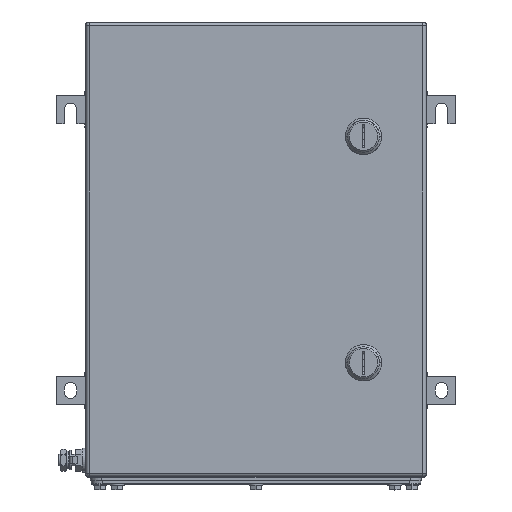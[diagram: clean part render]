
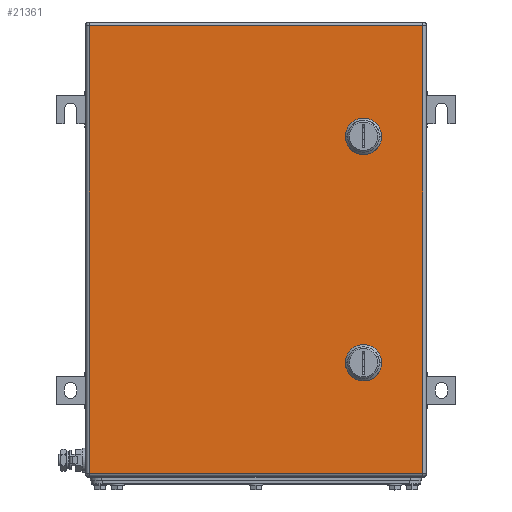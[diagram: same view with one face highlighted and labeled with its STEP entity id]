
A CAD part, top view. The second image highlights one B-rep face of the part: STEP entity #21361.
In plain terms, the highlighted planar face has unit normal (0, 0, 1).
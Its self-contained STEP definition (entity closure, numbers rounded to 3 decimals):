
#21175=AXIS2_PLACEMENT_3D('Circle Axis2P3D',#21173,#21174,$) ;
#21202=AXIS2_PLACEMENT_3D('Plane Axis2P3D',#21199,#21200,#21201) ;
#21247=AXIS2_PLACEMENT_3D('Circle Axis2P3D',#21245,#21246,$) ;
#21261=AXIS2_PLACEMENT_3D('Circle Axis2P3D',#21259,#21260,$) ;
#21275=AXIS2_PLACEMENT_3D('Circle Axis2P3D',#21273,#21274,$) ;
#21297=AXIS2_PLACEMENT_3D('Circle Axis2P3D',#21295,#21296,$) ;
#21313=AXIS2_PLACEMENT_3D('Circle Axis2P3D',#21311,#21312,$) ;
#21327=AXIS2_PLACEMENT_3D('Circle Axis2P3D',#21325,#21326,$) ;
#21341=AXIS2_PLACEMENT_3D('Circle Axis2P3D',#21339,#21340,$) ;
#21170=CARTESIAN_POINT('Vertex',(275.056,300.45,203.5)) ;
#21173=CARTESIAN_POINT('Axis2P3D Location',(270.,310.5,203.5)) ;
#21177=CARTESIAN_POINT('Vertex',(280.05,305.444,203.5)) ;
#21199=CARTESIAN_POINT('Axis2P3D Location',(175.5,211.,203.5)) ;
#21204=CARTESIAN_POINT('Line Origine',(175.5,407.5,203.5)) ;
#21208=CARTESIAN_POINT('Vertex',(322.,407.5,203.5)) ;
#21210=CARTESIAN_POINT('Vertex',(29.,407.5,203.5)) ;
#21213=CARTESIAN_POINT('Line Origine',(29.,211.,203.5)) ;
#21217=CARTESIAN_POINT('Vertex',(29.,14.5,203.5)) ;
#21220=CARTESIAN_POINT('Line Origine',(175.5,14.5,203.5)) ;
#21224=CARTESIAN_POINT('Vertex',(322.,14.5,203.5)) ;
#21227=CARTESIAN_POINT('Line Origine',(322.,211.,203.5)) ;
#21238=CARTESIAN_POINT('Line Origine',(270.,300.45,203.5)) ;
#21242=CARTESIAN_POINT('Vertex',(264.944,300.45,203.5)) ;
#21245=CARTESIAN_POINT('Axis2P3D Location',(270.,310.5,203.5)) ;
#21249=CARTESIAN_POINT('Vertex',(259.95,305.444,203.5)) ;
#21252=CARTESIAN_POINT('Line Origine',(259.95,310.5,203.5)) ;
#21256=CARTESIAN_POINT('Vertex',(259.95,315.556,203.5)) ;
#21259=CARTESIAN_POINT('Axis2P3D Location',(270.,310.5,203.5)) ;
#21263=CARTESIAN_POINT('Vertex',(264.944,320.55,203.5)) ;
#21266=CARTESIAN_POINT('Line Origine',(270.,320.55,203.5)) ;
#21270=CARTESIAN_POINT('Vertex',(275.056,320.55,203.5)) ;
#21273=CARTESIAN_POINT('Axis2P3D Location',(270.,310.5,203.5)) ;
#21277=CARTESIAN_POINT('Vertex',(280.05,315.556,203.5)) ;
#21280=CARTESIAN_POINT('Line Origine',(280.05,310.5,203.5)) ;
#21295=CARTESIAN_POINT('Axis2P3D Location',(270.,111.5,203.5)) ;
#21299=CARTESIAN_POINT('Vertex',(275.056,101.45,203.5)) ;
#21301=CARTESIAN_POINT('Vertex',(280.05,106.444,203.5)) ;
#21304=CARTESIAN_POINT('Line Origine',(270.,101.45,203.5)) ;
#21308=CARTESIAN_POINT('Vertex',(264.944,101.45,203.5)) ;
#21311=CARTESIAN_POINT('Axis2P3D Location',(270.,111.5,203.5)) ;
#21315=CARTESIAN_POINT('Vertex',(259.95,106.444,203.5)) ;
#21318=CARTESIAN_POINT('Line Origine',(259.95,111.5,203.5)) ;
#21322=CARTESIAN_POINT('Vertex',(259.95,116.556,203.5)) ;
#21325=CARTESIAN_POINT('Axis2P3D Location',(270.,111.5,203.5)) ;
#21329=CARTESIAN_POINT('Vertex',(264.944,121.55,203.5)) ;
#21332=CARTESIAN_POINT('Line Origine',(270.,121.55,203.5)) ;
#21336=CARTESIAN_POINT('Vertex',(275.056,121.55,203.5)) ;
#21339=CARTESIAN_POINT('Axis2P3D Location',(270.,111.5,203.5)) ;
#21343=CARTESIAN_POINT('Vertex',(280.05,116.556,203.5)) ;
#21346=CARTESIAN_POINT('Line Origine',(280.05,111.5,203.5)) ;
#21174=DIRECTION('Axis2P3D Direction',(0.,0.,1.)) ;
#21200=DIRECTION('Axis2P3D Direction',(0.,0.,1.)) ;
#21201=DIRECTION('Axis2P3D XDirection',(1.,0.,0.)) ;
#21205=DIRECTION('Vector Direction',(1.,0.,0.)) ;
#21214=DIRECTION('Vector Direction',(0.,-1.,0.)) ;
#21221=DIRECTION('Vector Direction',(1.,0.,0.)) ;
#21228=DIRECTION('Vector Direction',(0.,1.,0.)) ;
#21239=DIRECTION('Vector Direction',(1.,0.,0.)) ;
#21246=DIRECTION('Axis2P3D Direction',(0.,0.,1.)) ;
#21253=DIRECTION('Vector Direction',(0.,1.,0.)) ;
#21260=DIRECTION('Axis2P3D Direction',(0.,0.,1.)) ;
#21267=DIRECTION('Vector Direction',(1.,0.,0.)) ;
#21274=DIRECTION('Axis2P3D Direction',(0.,0.,1.)) ;
#21281=DIRECTION('Vector Direction',(0.,-1.,0.)) ;
#21296=DIRECTION('Axis2P3D Direction',(0.,0.,1.)) ;
#21305=DIRECTION('Vector Direction',(1.,0.,0.)) ;
#21312=DIRECTION('Axis2P3D Direction',(0.,0.,1.)) ;
#21319=DIRECTION('Vector Direction',(0.,1.,0.)) ;
#21326=DIRECTION('Axis2P3D Direction',(0.,0.,1.)) ;
#21333=DIRECTION('Vector Direction',(1.,0.,0.)) ;
#21340=DIRECTION('Axis2P3D Direction',(0.,0.,1.)) ;
#21347=DIRECTION('Vector Direction',(0.,-1.,0.)) ;
#21206=VECTOR('Line Direction',#21205,1.) ;
#21215=VECTOR('Line Direction',#21214,1.) ;
#21222=VECTOR('Line Direction',#21221,1.) ;
#21229=VECTOR('Line Direction',#21228,1.) ;
#21240=VECTOR('Line Direction',#21239,1.) ;
#21254=VECTOR('Line Direction',#21253,1.) ;
#21268=VECTOR('Line Direction',#21267,1.) ;
#21282=VECTOR('Line Direction',#21281,1.) ;
#21306=VECTOR('Line Direction',#21305,1.) ;
#21320=VECTOR('Line Direction',#21319,1.) ;
#21334=VECTOR('Line Direction',#21333,1.) ;
#21348=VECTOR('Line Direction',#21347,1.) ;
#21233=ORIENTED_EDGE('',*,*,#21212,.T.) ;
#21234=ORIENTED_EDGE('',*,*,#21219,.T.) ;
#21235=ORIENTED_EDGE('',*,*,#21226,.T.) ;
#21236=ORIENTED_EDGE('',*,*,#21231,.T.) ;
#21286=ORIENTED_EDGE('',*,*,#21244,.F.) ;
#21287=ORIENTED_EDGE('',*,*,#21251,.F.) ;
#21288=ORIENTED_EDGE('',*,*,#21258,.T.) ;
#21289=ORIENTED_EDGE('',*,*,#21265,.F.) ;
#21290=ORIENTED_EDGE('',*,*,#21272,.T.) ;
#21291=ORIENTED_EDGE('',*,*,#21279,.F.) ;
#21292=ORIENTED_EDGE('',*,*,#21284,.T.) ;
#21293=ORIENTED_EDGE('',*,*,#21179,.F.) ;
#21352=ORIENTED_EDGE('',*,*,#21303,.F.) ;
#21353=ORIENTED_EDGE('',*,*,#21310,.F.) ;
#21354=ORIENTED_EDGE('',*,*,#21317,.F.) ;
#21355=ORIENTED_EDGE('',*,*,#21324,.T.) ;
#21356=ORIENTED_EDGE('',*,*,#21331,.F.) ;
#21357=ORIENTED_EDGE('',*,*,#21338,.T.) ;
#21358=ORIENTED_EDGE('',*,*,#21345,.F.) ;
#21359=ORIENTED_EDGE('',*,*,#21350,.T.) ;
#21294=FACE_BOUND('',#21285,.T.) ;
#21360=FACE_BOUND('',#21351,.T.) ;
#21361=ADVANCED_FACE('ZUB_KTB_QL_403020_1GP_AllCATPart_AllCATPart.1\\ZUB_KTB_QL_403020_1GP_AllCATPart.2\\ZUB_DE_KTB_QL.1\\DE_KTB_MH_PART_MASTER.1\\Koerper.2',(#21237,#21294,#21360),#21203,.T.) ;
#21176=CIRCLE('generated circle',#21175,11.25) ;
#21248=CIRCLE('generated circle',#21247,11.25) ;
#21262=CIRCLE('generated circle',#21261,11.25) ;
#21276=CIRCLE('generated circle',#21275,11.25) ;
#21298=CIRCLE('generated circle',#21297,11.25) ;
#21314=CIRCLE('generated circle',#21313,11.25) ;
#21328=CIRCLE('generated circle',#21327,11.25) ;
#21342=CIRCLE('generated circle',#21341,11.25) ;
#21179=EDGE_CURVE('',#21171,#21178,#21176,.T.) ;
#21212=EDGE_CURVE('',#21209,#21211,#21207,.F.) ;
#21219=EDGE_CURVE('',#21211,#21218,#21216,.T.) ;
#21226=EDGE_CURVE('',#21218,#21225,#21223,.T.) ;
#21231=EDGE_CURVE('',#21225,#21209,#21230,.T.) ;
#21244=EDGE_CURVE('',#21243,#21171,#21241,.T.) ;
#21251=EDGE_CURVE('',#21250,#21243,#21248,.T.) ;
#21258=EDGE_CURVE('',#21250,#21257,#21255,.T.) ;
#21265=EDGE_CURVE('',#21264,#21257,#21262,.T.) ;
#21272=EDGE_CURVE('',#21264,#21271,#21269,.T.) ;
#21279=EDGE_CURVE('',#21278,#21271,#21276,.T.) ;
#21284=EDGE_CURVE('',#21278,#21178,#21283,.T.) ;
#21303=EDGE_CURVE('',#21300,#21302,#21298,.T.) ;
#21310=EDGE_CURVE('',#21309,#21300,#21307,.T.) ;
#21317=EDGE_CURVE('',#21316,#21309,#21314,.T.) ;
#21324=EDGE_CURVE('',#21316,#21323,#21321,.T.) ;
#21331=EDGE_CURVE('',#21330,#21323,#21328,.T.) ;
#21338=EDGE_CURVE('',#21330,#21337,#21335,.T.) ;
#21345=EDGE_CURVE('',#21344,#21337,#21342,.T.) ;
#21350=EDGE_CURVE('',#21344,#21302,#21349,.T.) ;
#21232=EDGE_LOOP('',(#21233,#21234,#21235,#21236)) ;
#21285=EDGE_LOOP('',(#21286,#21287,#21288,#21289,#21290,#21291,#21292,#21293)) ;
#21351=EDGE_LOOP('',(#21352,#21353,#21354,#21355,#21356,#21357,#21358,#21359)) ;
#21237=FACE_OUTER_BOUND('',#21232,.T.) ;
#21207=LINE('Line',#21204,#21206) ;
#21216=LINE('Line',#21213,#21215) ;
#21223=LINE('Line',#21220,#21222) ;
#21230=LINE('Line',#21227,#21229) ;
#21241=LINE('Line',#21238,#21240) ;
#21255=LINE('Line',#21252,#21254) ;
#21269=LINE('Line',#21266,#21268) ;
#21283=LINE('Line',#21280,#21282) ;
#21307=LINE('Line',#21304,#21306) ;
#21321=LINE('Line',#21318,#21320) ;
#21335=LINE('Line',#21332,#21334) ;
#21349=LINE('Line',#21346,#21348) ;
#21203=PLANE('',#21202) ;
#21171=VERTEX_POINT('',#21170) ;
#21178=VERTEX_POINT('',#21177) ;
#21209=VERTEX_POINT('',#21208) ;
#21211=VERTEX_POINT('',#21210) ;
#21218=VERTEX_POINT('',#21217) ;
#21225=VERTEX_POINT('',#21224) ;
#21243=VERTEX_POINT('',#21242) ;
#21250=VERTEX_POINT('',#21249) ;
#21257=VERTEX_POINT('',#21256) ;
#21264=VERTEX_POINT('',#21263) ;
#21271=VERTEX_POINT('',#21270) ;
#21278=VERTEX_POINT('',#21277) ;
#21300=VERTEX_POINT('',#21299) ;
#21302=VERTEX_POINT('',#21301) ;
#21309=VERTEX_POINT('',#21308) ;
#21316=VERTEX_POINT('',#21315) ;
#21323=VERTEX_POINT('',#21322) ;
#21330=VERTEX_POINT('',#21329) ;
#21337=VERTEX_POINT('',#21336) ;
#21344=VERTEX_POINT('',#21343) ;
